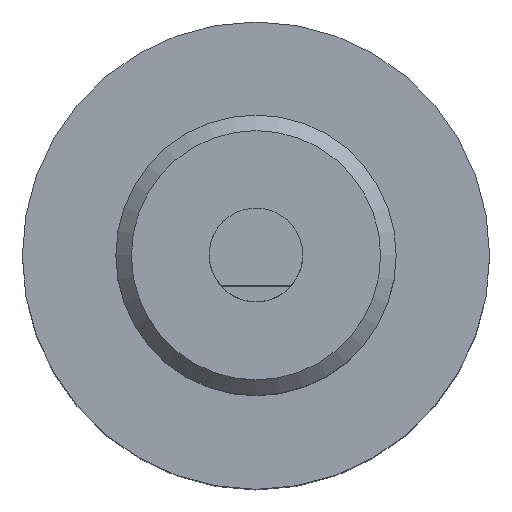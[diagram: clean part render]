
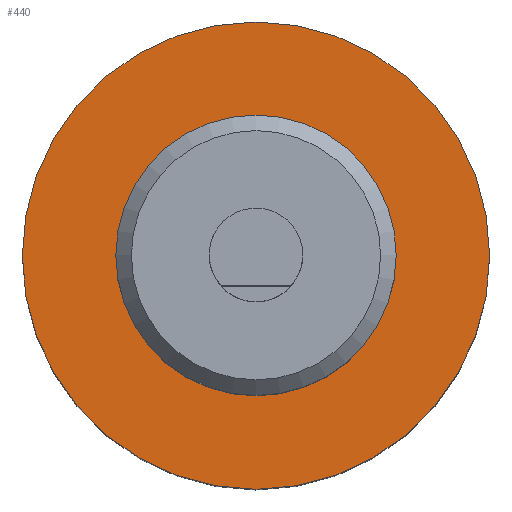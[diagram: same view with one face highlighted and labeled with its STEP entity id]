
A CAD part, top view. The second image highlights one B-rep face of the part: STEP entity #440.
In plain terms, the highlighted planar face has unit normal (0, 0, 1).
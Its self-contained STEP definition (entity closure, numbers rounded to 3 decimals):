
#97=FACE_BOUND('',#172,.T.);
#131=FACE_OUTER_BOUND('',#171,.T.);
#171=EDGE_LOOP('',(#388));
#172=EDGE_LOOP('',(#389));
#205=CIRCLE('',#512,4.5);
#206=CIRCLE('',#515,7.5);
#238=VERTEX_POINT('',#772);
#239=VERTEX_POINT('',#777);
#288=EDGE_CURVE('',#238,#238,#205,.T.);
#289=EDGE_CURVE('',#239,#239,#206,.T.);
#388=ORIENTED_EDGE('',*,*,#289,.T.);
#389=ORIENTED_EDGE('',*,*,#288,.T.);
#408=PLANE('',#517);
#440=ADVANCED_FACE('',(#131,#97),#408,.T.);
#512=AXIS2_PLACEMENT_3D('',#774,#652,#653);
#515=AXIS2_PLACEMENT_3D('',#778,#658,#659);
#517=AXIS2_PLACEMENT_3D('',#782,#663,#664);
#652=DIRECTION('center_axis',(0.,0.,-1.));
#653=DIRECTION('ref_axis',(-1.,0.,0.));
#658=DIRECTION('center_axis',(0.,0.,1.));
#659=DIRECTION('ref_axis',(1.,0.,0.));
#663=DIRECTION('center_axis',(0.,0.,1.));
#664=DIRECTION('ref_axis',(1.,0.,0.));
#772=CARTESIAN_POINT('',(4.5,0.,12.2));
#774=CARTESIAN_POINT('Origin',(0.,0.,12.2));
#777=CARTESIAN_POINT('',(-7.5,0.,12.2));
#778=CARTESIAN_POINT('Origin',(0.,0.,12.2));
#782=CARTESIAN_POINT('Origin',(0.,0.,12.2));
